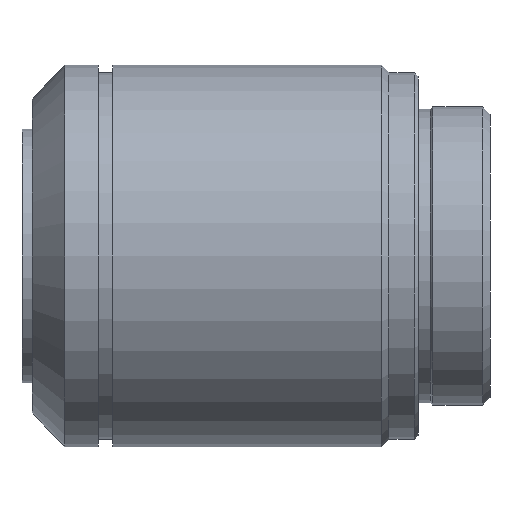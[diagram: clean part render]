
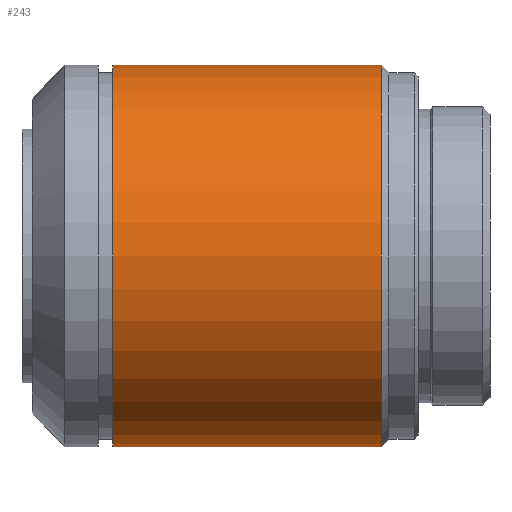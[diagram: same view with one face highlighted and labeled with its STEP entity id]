
A CAD part, front view. The second image highlights one B-rep face of the part: STEP entity #243.
In plain terms, the highlighted cylindrical face has radius 13 mm (diameter 26 mm), a partial arc.
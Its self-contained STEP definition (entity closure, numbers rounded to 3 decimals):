
#32 = ORIENTED_EDGE ( 'NONE', *, *, #116, .F. ) ;
#51 = VECTOR ( 'NONE', #530, 1000. ) ;
#60 = AXIS2_PLACEMENT_3D ( 'NONE', #416, #679, #498 ) ;
#81 = DIRECTION ( 'NONE',  ( 0., 0., -1. ) ) ;
#109 = CARTESIAN_POINT ( 'NONE',  ( -20.8, 0., 13. ) ) ;
#116 = EDGE_CURVE ( 'NONE', #602, #433, #438, .T. ) ;
#137 = CARTESIAN_POINT ( 'NONE',  ( -2.5, 0., -13. ) ) ;
#141 = LINE ( 'NONE', #782, #51 ) ;
#160 = CIRCLE ( 'NONE', #240, 13. ) ;
#165 = AXIS2_PLACEMENT_3D ( 'NONE', #286, #492, #81 ) ;
#240 = AXIS2_PLACEMENT_3D ( 'NONE', #582, #532, #254 ) ;
#241 = CARTESIAN_POINT ( 'NONE',  ( -2.5, 0., 13. ) ) ;
#242 = DIRECTION ( 'NONE',  ( 1., 0., 0. ) ) ;
#243 = ADVANCED_FACE ( 'NONE', ( #808 ), #718, .T. ) ;
#254 = DIRECTION ( 'NONE',  ( 0., 0., -1. ) ) ;
#280 = ORIENTED_EDGE ( 'NONE', *, *, #609, .T. ) ;
#286 = CARTESIAN_POINT ( 'NONE',  ( -26.3, 0., 0. ) ) ;
#397 = VECTOR ( 'NONE', #242, 1000. ) ;
#416 = CARTESIAN_POINT ( 'NONE',  ( -20.8, 0., 0. ) ) ;
#429 = EDGE_CURVE ( 'NONE', #433, #536, #832, .T. ) ;
#433 = VERTEX_POINT ( 'NONE', #109 ) ;
#437 = EDGE_LOOP ( 'NONE', ( #596, #32, #731, #280 ) ) ;
#438 = CIRCLE ( 'NONE', #60, 13. ) ;
#492 = DIRECTION ( 'NONE',  ( 1., 0., 0. ) ) ;
#498 = DIRECTION ( 'NONE',  ( 0., 0., 1. ) ) ;
#530 = DIRECTION ( 'NONE',  ( 1., 0., 0. ) ) ;
#532 = DIRECTION ( 'NONE',  ( -1., 0., 0. ) ) ;
#536 = VERTEX_POINT ( 'NONE', #241 ) ;
#582 = CARTESIAN_POINT ( 'NONE',  ( -2.5, 0., 0. ) ) ;
#596 = ORIENTED_EDGE ( 'NONE', *, *, #429, .F. ) ;
#602 = VERTEX_POINT ( 'NONE', #647 ) ;
#609 = EDGE_CURVE ( 'NONE', #752, #536, #160, .T. ) ;
#647 = CARTESIAN_POINT ( 'NONE',  ( -20.8, 0., -13. ) ) ;
#649 = EDGE_CURVE ( 'NONE', #602, #752, #141, .T. ) ;
#679 = DIRECTION ( 'NONE',  ( -1., 0., 0. ) ) ;
#718 = CYLINDRICAL_SURFACE ( 'NONE', #165, 13. ) ;
#731 = ORIENTED_EDGE ( 'NONE', *, *, #649, .T. ) ;
#752 = VERTEX_POINT ( 'NONE', #137 ) ;
#760 = CARTESIAN_POINT ( 'NONE',  ( -26.3, 0., 13. ) ) ;
#782 = CARTESIAN_POINT ( 'NONE',  ( -26.3, 0., -13. ) ) ;
#808 = FACE_OUTER_BOUND ( 'NONE', #437, .T. ) ;
#832 = LINE ( 'NONE', #760, #397 ) ;
